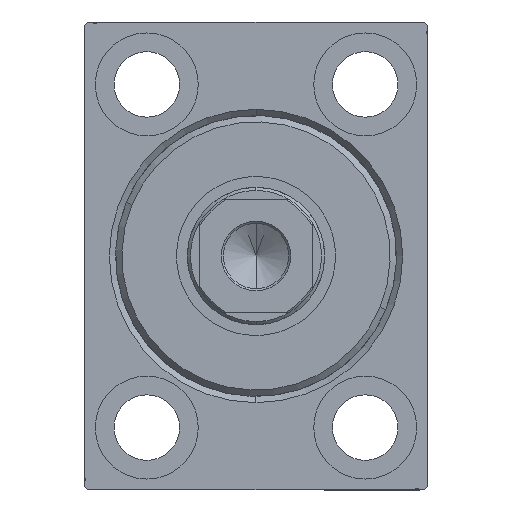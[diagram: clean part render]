
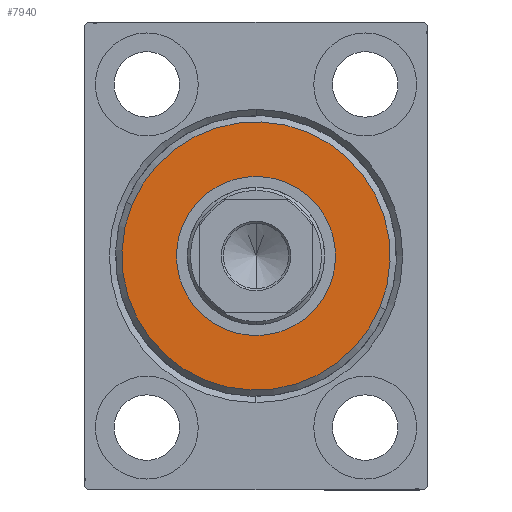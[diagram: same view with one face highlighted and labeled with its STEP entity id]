
A CAD part, left-side view. The second image highlights one B-rep face of the part: STEP entity #7940.
In plain terms, the highlighted face is planar.
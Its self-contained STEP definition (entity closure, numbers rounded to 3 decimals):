
#845 = FACE_BOUND ( 'NONE', #41293, .T. ) ;
#2696 = DIRECTION ( 'NONE',  ( 0., 0., -1. ) ) ;
#2776 = DIRECTION ( 'NONE',  ( 1., 0., 0. ) ) ;
#2995 = CARTESIAN_POINT ( 'NONE',  ( 3., 0., 0. ) ) ;
#6790 = CIRCLE ( 'NONE', #11729, 12.75 ) ;
#7382 = CARTESIAN_POINT ( 'NONE',  ( 3., 0., 12.75 ) ) ;
#7894 = DIRECTION ( 'NONE',  ( 1., 0., 0. ) ) ;
#7940 = ADVANCED_FACE ( 'NONE', ( #11207, #845 ), #27726, .T. ) ;
#8722 = DIRECTION ( 'NONE',  ( 0., 0., -1. ) ) ;
#9095 = CARTESIAN_POINT ( 'NONE',  ( 3., 0., 0. ) ) ;
#9234 = CIRCLE ( 'NONE', #40217, 21.5 ) ;
#11030 = EDGE_CURVE ( 'NONE', #19879, #39783, #42213, .T. ) ;
#11207 = FACE_OUTER_BOUND ( 'NONE', #32006, .T. ) ;
#11729 = AXIS2_PLACEMENT_3D ( 'NONE', #9095, #42579, #2696 ) ;
#11775 = DIRECTION ( 'NONE',  ( 1., 0., 0. ) ) ;
#11922 = AXIS2_PLACEMENT_3D ( 'NONE', #35005, #7894, #27297 ) ;
#13666 = ORIENTED_EDGE ( 'NONE', *, *, #27740, .T. ) ;
#14620 = EDGE_CURVE ( 'NONE', #39783, #19879, #9234, .T. ) ;
#16441 = DIRECTION ( 'NONE',  ( 0., 0., -1. ) ) ;
#17561 = DIRECTION ( 'NONE',  ( -1., 0., 0. ) ) ;
#19879 = VERTEX_POINT ( 'NONE', #21512 ) ;
#21512 = CARTESIAN_POINT ( 'NONE',  ( 3., 0., -21.5 ) ) ;
#21535 = ORIENTED_EDGE ( 'NONE', *, *, #14620, .T. ) ;
#22897 = VERTEX_POINT ( 'NONE', #7382 ) ;
#22990 = VERTEX_POINT ( 'NONE', #28712 ) ;
#23931 = AXIS2_PLACEMENT_3D ( 'NONE', #2995, #2776, #16441 ) ;
#25213 = DIRECTION ( 'NONE',  ( 0., 0., -1. ) ) ;
#27297 = DIRECTION ( 'NONE',  ( 0., 0., -1. ) ) ;
#27464 = CARTESIAN_POINT ( 'NONE',  ( 3., 0., 21.5 ) ) ;
#27726 = PLANE ( 'NONE',  #11922 ) ;
#27740 = EDGE_CURVE ( 'NONE', #22990, #22897, #42492, .T. ) ;
#28712 = CARTESIAN_POINT ( 'NONE',  ( 3., 0., -12.75 ) ) ;
#32006 = EDGE_LOOP ( 'NONE', ( #21535, #39969 ) ) ;
#34321 = CARTESIAN_POINT ( 'NONE',  ( 3., 0., 0. ) ) ;
#34431 = EDGE_CURVE ( 'NONE', #22897, #22990, #6790, .T. ) ;
#35005 = CARTESIAN_POINT ( 'NONE',  ( 3., 0., 0. ) ) ;
#38589 = ORIENTED_EDGE ( 'NONE', *, *, #34431, .T. ) ;
#38968 = AXIS2_PLACEMENT_3D ( 'NONE', #34321, #17561, #8722 ) ;
#39783 = VERTEX_POINT ( 'NONE', #27464 ) ;
#39969 = ORIENTED_EDGE ( 'NONE', *, *, #11030, .T. ) ;
#40217 = AXIS2_PLACEMENT_3D ( 'NONE', #41952, #11775, #25213 ) ;
#41293 = EDGE_LOOP ( 'NONE', ( #38589, #13666 ) ) ;
#41952 = CARTESIAN_POINT ( 'NONE',  ( 3., 0., 0. ) ) ;
#42213 = CIRCLE ( 'NONE', #23931, 21.5 ) ;
#42492 = CIRCLE ( 'NONE', #38968, 12.75 ) ;
#42579 = DIRECTION ( 'NONE',  ( -1., 0., 0. ) ) ;
